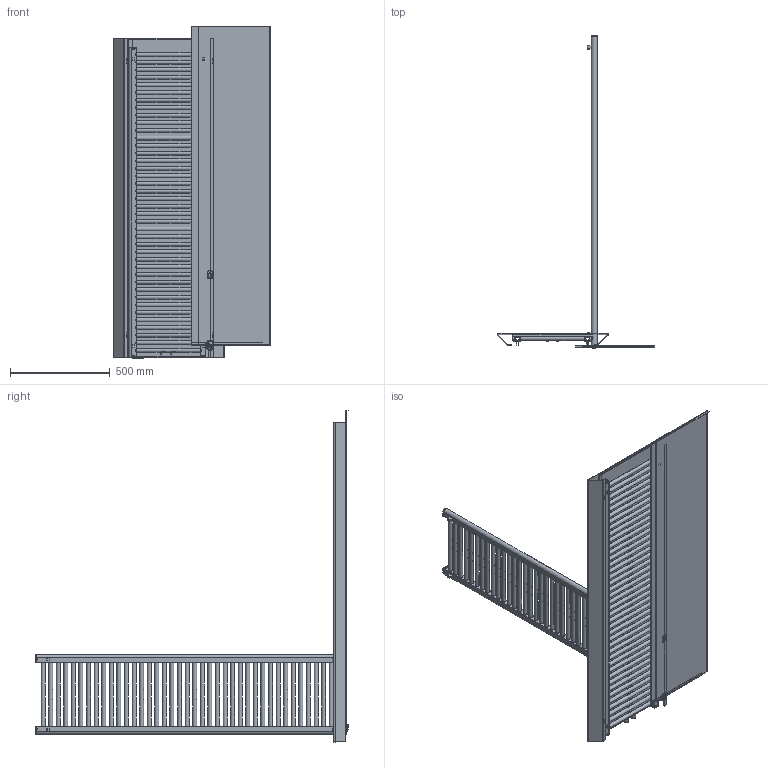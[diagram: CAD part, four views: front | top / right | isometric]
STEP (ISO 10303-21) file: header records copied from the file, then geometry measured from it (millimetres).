
FILE_DESCRIPTION( ( 'Unknown' ), '1' );
FILE_NAME( 'GRZEJNIK ETNA.stp', 'Unknown', ( 'Unknown' ), ( 'Unknown' ), 'PSStep 10.1', 'Unknown', ' ' );
FILE_SCHEMA( ( 'AUTOMOTIVE_DESIGN { 1 0 10303 214 1 1 1 1 }' ) );
Length unit declared in the file: millimetre
Products named in the file (13): ADP1195-600; Assem1; kolektory para 1195-600; fi 20x580; mufa 1-2 cala; uchwyt ceownik; zaslepka_AD; profil boczny z bl 3 mm 2 sz; profil boczny z bl 3 mm 2 sz-oa0; blacha pod lustro; k¹townik dolny - podparcie lustra; lustro
Bounding box: 791.42 x 1567 x 1663.82 mm (x, y, z)
Volume: 14736552.2 mm3; surface area: 12827096.2 mm2
Topology: 120 solids, 120 shells, 1267 faces, 2961 edges, 1948 vertices
Faces by surface type: cylinder 668, plane 542, torus 28, cone 24, bspline 5
Full cylindrical faces by diameter (mm): 2 x162, 10 x5, 18 x81, 18.631 x14, 20 x321, 25 x9, 26 x5
Entity records: 9242 total; most frequent: CARTESIAN_POINT 1478, DIRECTION 1238, ORIENTED_EDGE 948, EDGE_LOOP 500, AXIS2_PLACEMENT_3D 494, EDGE_CURVE 474, VERTEX_POINT 374, FACE_OUTER_BOUND 312
